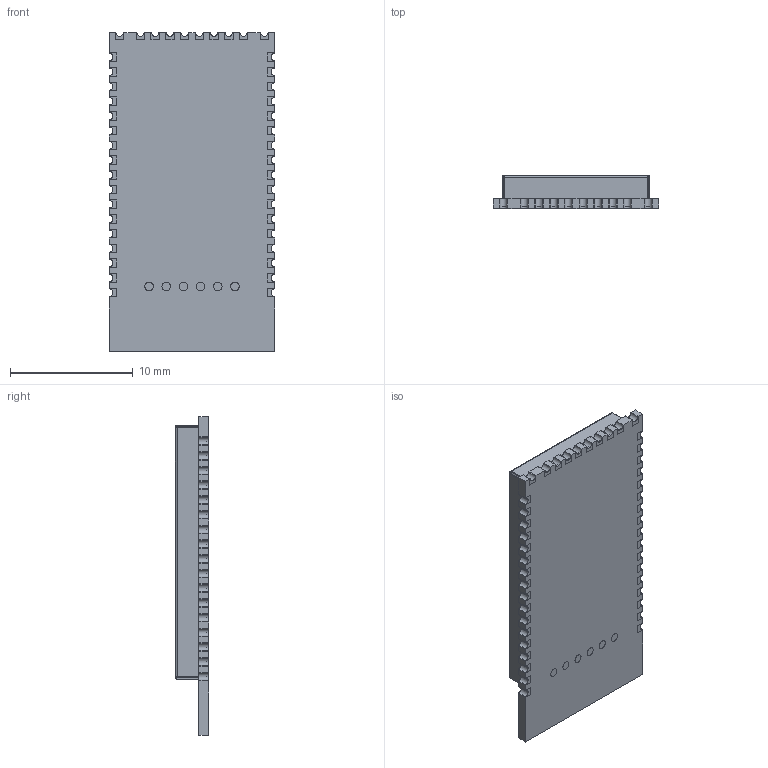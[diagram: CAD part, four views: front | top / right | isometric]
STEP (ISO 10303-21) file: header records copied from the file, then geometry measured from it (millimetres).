
FILE_DESCRIPTION (( 'STEP AP214' ), '1' );
FILE_NAME ('RN52-I-RM.STEP', '2019-02-22T11:04:24', ( '' ), ( '' ), 'SwSTEP 2.0', 'SolidWorks 2017', '' );
FILE_SCHEMA (( 'AUTOMOTIVE_DESIGN' ));
Length unit declared in the file: millimetre
Products named in the file (1): RN52-I-RM
Bounding box: 13.5 x 2.7 x 26 mm (x, y, z)
Volume: 311.9 mm3; surface area: 1669.1 mm2
Topology: 53 solids, 53 shells, 905 faces, 2344 edges, 1552 vertices
Faces by surface type: plane 821, cylinder 76, bspline 8
Entity records: 27988 total; most frequent: CARTESIAN_POINT 5226, ORIENTED_EDGE 4688, DIRECTION 4260, EDGE_CURVE 2344, VECTOR 2192, LINE 2192, VERTEX_POINT 1552, AXIS2_PLACEMENT_3D 1034
